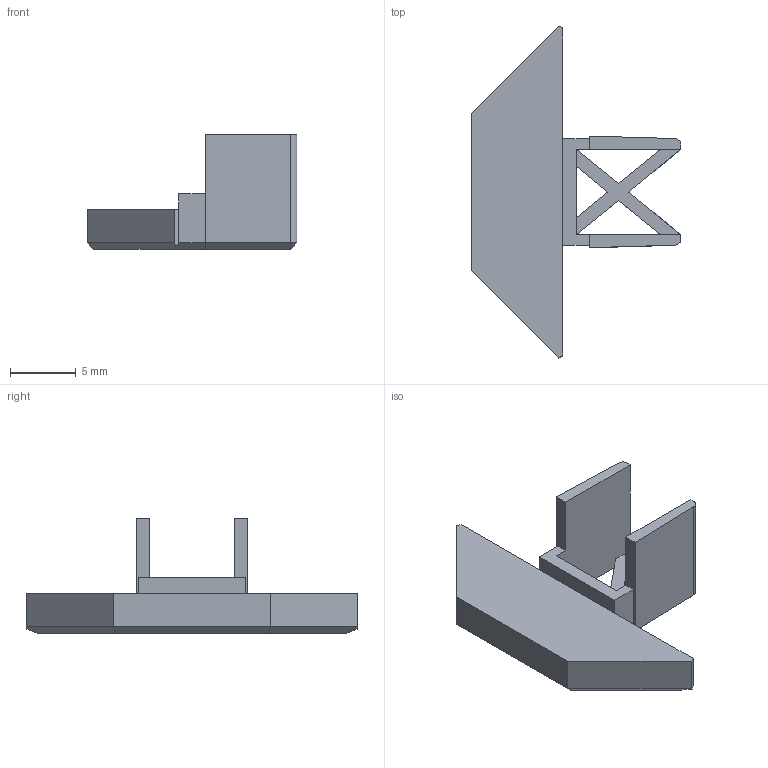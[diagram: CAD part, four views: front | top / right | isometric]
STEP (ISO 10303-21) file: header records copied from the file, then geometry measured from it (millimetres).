
FILE_DESCRIPTION(/* description */ (''),/* implementation_level */ '2;1');
FILE_NAME(/* name */ 'mounting-insert-spacer.stp',/* time_stamp */ '2023-12-19T12:52:47+01:00',/* author */ ('Dominik Tebich'),/* organization */ (''),/* preprocessor_version */ 'ST-DEVELOPER v19.2',/* originating_system */ 'Autodesk Inventor 2023',/* authorisation */ '');
FILE_SCHEMA (('AUTOMOTIVE_DESIGN { 1 0 10303 214 3 1 1 }'));
Length unit declared in the file: millimetre
Products named in the file (1): mounting-insert-spacer
Bounding box: 16 x 25.29 x 8.75 mm (x, y, z)
Volume: 559.3 mm3; surface area: 824.9 mm2
Topology: 1 solids, 1 shells, 50 faces, 136 edges, 85 vertices
Faces by surface type: plane 45, cylinder 3, cone 2
Full cylindrical faces by diameter (mm): 1.75 x1
Entity records: 1582 total; most frequent: CARTESIAN_POINT 270, ORIENTED_EDGE 268, DIRECTION 242, EDGE_CURVE 134, LINE 128, VECTOR 128, VERTEX_POINT 84, AXIS2_PLACEMENT_3D 57
